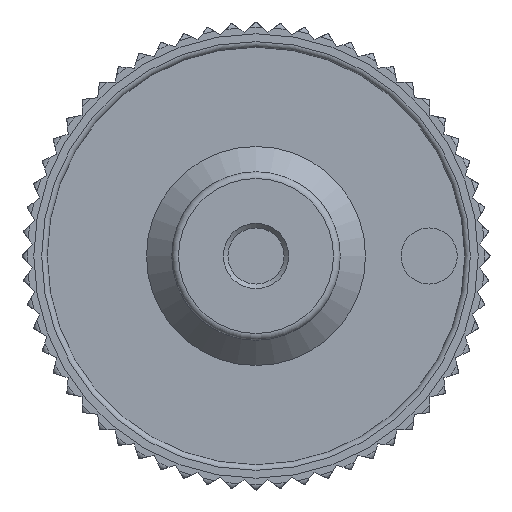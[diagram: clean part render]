
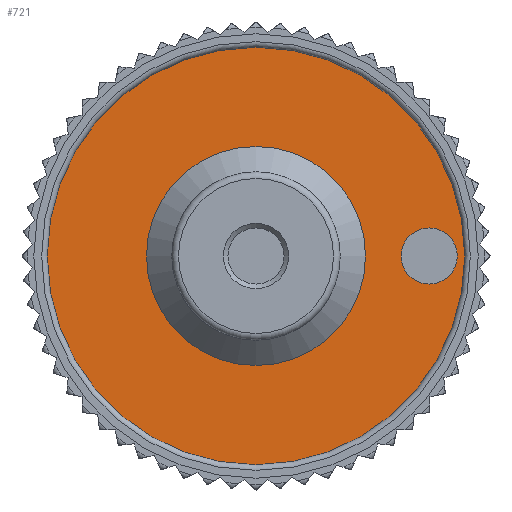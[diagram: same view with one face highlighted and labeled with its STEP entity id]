
A CAD part, front view. The second image highlights one B-rep face of the part: STEP entity #721.
In plain terms, the highlighted planar face has unit normal (0, -1, 0).
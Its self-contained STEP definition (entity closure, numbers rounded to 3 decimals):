
#721 = ADVANCED_FACE( '', ( #1530, #1531, #1532 ), #1533, .F. );
#1530 = FACE_BOUND( '', #2403, .T. );
#1531 = FACE_BOUND( '', #2404, .T. );
#1532 = FACE_OUTER_BOUND( '', #2405, .T. );
#1533 = PLANE( '', #2406 );
#2403 = EDGE_LOOP( '', ( #4683 ) );
#2404 = EDGE_LOOP( '', ( #4684 ) );
#2405 = EDGE_LOOP( '', ( #4685 ) );
#2406 = AXIS2_PLACEMENT_3D( '', #4686, #4687, #4688 );
#4683 = ORIENTED_EDGE( '', *, *, #6174, .F. );
#4684 = ORIENTED_EDGE( '', *, *, #6056, .F. );
#4685 = ORIENTED_EDGE( '', *, *, #6068, .T. );
#4686 = CARTESIAN_POINT( '', ( 22.3, 32.41, 0. ) );
#4687 = DIRECTION( '', ( 0., 1., 0. ) );
#4688 = DIRECTION( '', ( 0., 0., 1. ) );
#6056 = EDGE_CURVE( '', #7596, #7596, #7597, .F. );
#6068 = EDGE_CURVE( '', #7610, #7610, #7611, .T. );
#6174 = EDGE_CURVE( '', #7739, #7739, #7740, .T. );
#7596 = VERTEX_POINT( '', #11128 );
#7597 = CIRCLE( '', #11129, 3. );
#7610 = VERTEX_POINT( '', #11172 );
#7611 = CIRCLE( '', #11173, 22.3 );
#7739 = VERTEX_POINT( '', #11694 );
#7740 = CIRCLE( '', #11695, 11.7 );
#11128 = CARTESIAN_POINT( '', ( 18.5, 32.41, 3. ) );
#11129 = AXIS2_PLACEMENT_3D( '', #12915, #12916, #12917 );
#11172 = CARTESIAN_POINT( '', ( 0., 32.41, -22.3 ) );
#11173 = AXIS2_PLACEMENT_3D( '', #12921, #12922, #12923 );
#11694 = CARTESIAN_POINT( '', ( 0., 32.41, -11.7 ) );
#11695 = AXIS2_PLACEMENT_3D( '', #12966, #12967, #12968 );
#12915 = CARTESIAN_POINT( '', ( 18.5, 32.41, 0. ) );
#12916 = DIRECTION( '', ( 0., 1., 0. ) );
#12917 = DIRECTION( '', ( 0., 0., 1. ) );
#12921 = CARTESIAN_POINT( '', ( 0., 32.41, 0. ) );
#12922 = DIRECTION( '', ( 0., -1., 0. ) );
#12923 = DIRECTION( '', ( 0., 0., -1. ) );
#12966 = CARTESIAN_POINT( '', ( 0., 32.41, 0. ) );
#12967 = DIRECTION( '', ( 0., -1., 0. ) );
#12968 = DIRECTION( '', ( 0., 0., -1. ) );
